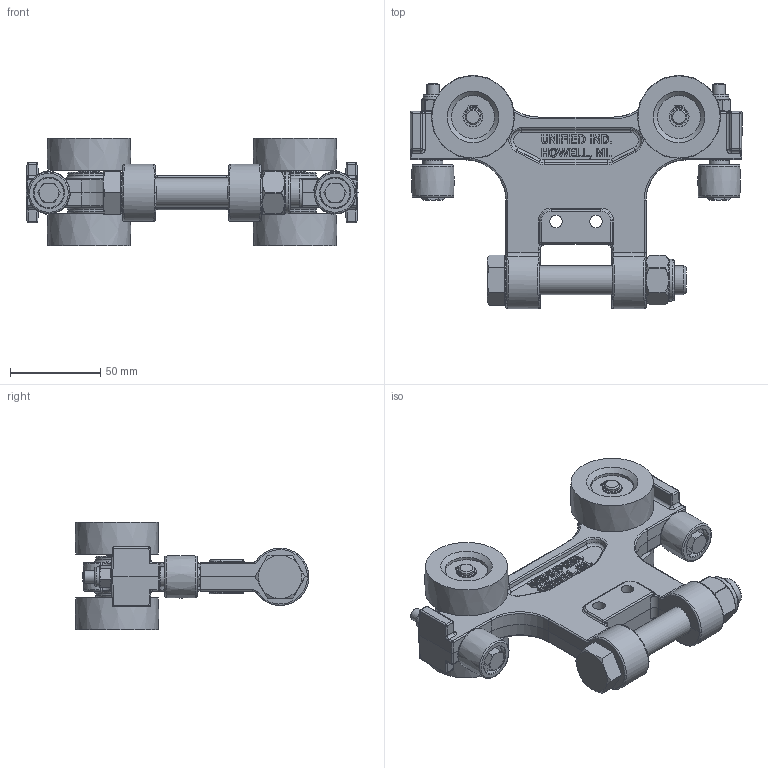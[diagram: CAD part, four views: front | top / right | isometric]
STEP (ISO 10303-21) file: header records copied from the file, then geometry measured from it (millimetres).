
FILE_DESCRIPTION((''),'2;1');
FILE_NAME('20110 ETA-4-5 LONG BODY LOAD TROLLEY.stp','2010-12-13T14:33:31',('jholman'),(''),'Autodesk Inventor 2009','Autodesk Inventor 2009','');
FILE_SCHEMA(('AUTOMOTIVE_DESIGN { 1 0 10303 214 1 1 1 1 }'));
Length unit declared in the file: inch
Products named in the file (18): 20110; 59800M; 59800_2; Hex Cap Screw - Metric M16 x 100; 3D1191G4A; 3D1185B4B; 3D11D6B4A; 3D11N9B4B; 3D11N7B4C; 3D11V6B4B; 3D11F6B4A; 3D11Q9B4A; 3D110XF4B; 3D11SWF4A; 3D11QWF4A; 3D11RWF4A; 3D11TWF4A; 3D11UWF4A
Assembly tree (29 placements, depth 3):
  20110
    59800M
      59800_2
    Hex Cap Screw - Metric M16 x 100
    3D1191G4A
    3D1185B4B  x2
    3D11D6B4A  x4
    3D11N9B4B  x4
      3D11N7B4C
      3D11V6B4B
    3D11F6B4A  x2
    3D11Q9B4A  x2
    3D110XF4B  x2
    3D11SWF4A  x2
      3D11QWF4A
      3D11RWF4A
      3D11TWF4A
      3D11UWF4A
Bounding box: 184.15 x 129.54 x 59.84 mm (x, y, z)
Volume: 326033.9 mm3; surface area: 106238.4 mm2
Topology: 33 solids, 33 shells, 1364 faces, 3186 edges, 1923 vertices
Faces by surface type: plane 446, bspline 404, cylinder 309, cone 101, torus 80, sphere 24
Full cylindrical faces by diameter (mm): 6.909 x2, 7 x4, 7.036 x2, 7.099 x2, 7.137 x2, 10.249 x2, 11.176 x2, 12 x2, 13.386 x1, 15.011 x2, 16 x1, 16.866 x4, 16.993 x4, 17 x4, 17.374 x1, 22.49 x1, 23.114 x1, 23.813 x8, 28.6 x8
Entity records: 38875 total; most frequent: CARTESIAN_POINT 16046, ORIENTED_EDGE 4664, DIRECTION 4327, EDGE_CURVE 2332, AXIS2_PLACEMENT_3D 1627, VERTEX_POINT 1447, EDGE_LOOP 1195, VECTOR 1073
